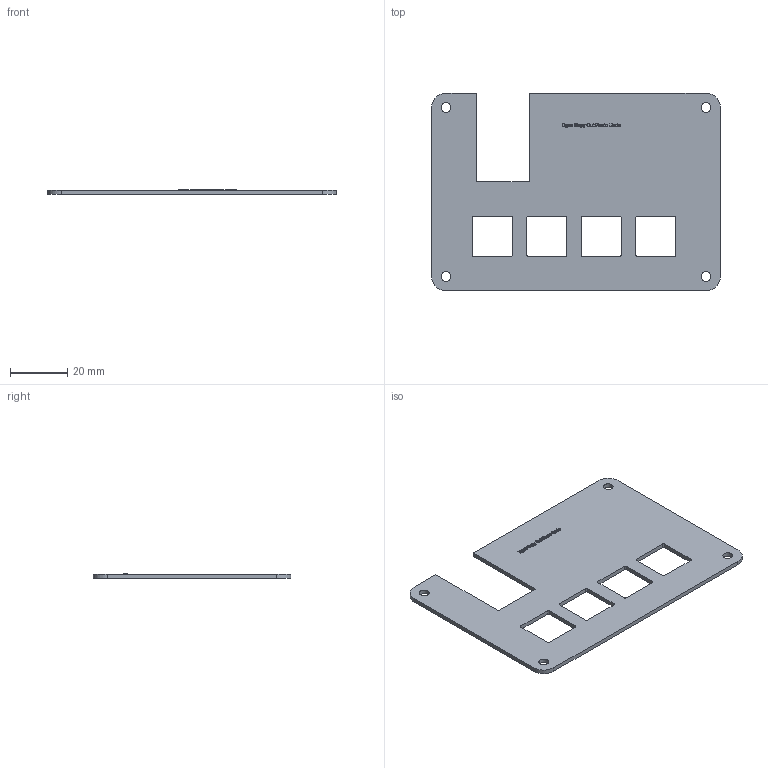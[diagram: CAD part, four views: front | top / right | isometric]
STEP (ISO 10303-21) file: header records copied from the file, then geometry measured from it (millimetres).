
FILE_DESCRIPTION(/* description */ (''),/* implementation_level */ '2;1');
FILE_NAME(/* name */ 'CopyCutPasteUndoLid.step',/* time_stamp */ '2026-01-07T01:40:10+04:00',/* author */ (''),/* organization */ (''),/* preprocessor_version */ 'ST-DEVELOPER v20.1',/* originating_system */ 'Autodesk Translation Framework v14.21.0.0',/* authorisation */ '');
FILE_SCHEMA (('AUTOMOTIVE_DESIGN { 1 0 10303 214 3 1 1 }'));
Length unit declared in the file: millimetre
Products named in the file (1): CopyCutPasteUndoLid
Bounding box: 101 x 69.13 x 1.7 mm (x, y, z)
Volume: 8353 mm3; surface area: 12141.8 mm2
Topology: 1 solids, 1 shells, 517 faces, 1458 edges, 972 vertices
Faces by surface type: bspline 333, plane 160, cylinder 24
Full cylindrical faces by diameter (mm): 3.4 x4
Entity records: 19802 total; most frequent: CARTESIAN_POINT 8609, ORIENTED_EDGE 2916, EDGE_CURVE 1458, DIRECTION 1210, VERTEX_POINT 972, LINE 744, VECTOR 744, B_SPLINE_CURVE_WITH_KNOTS 666
